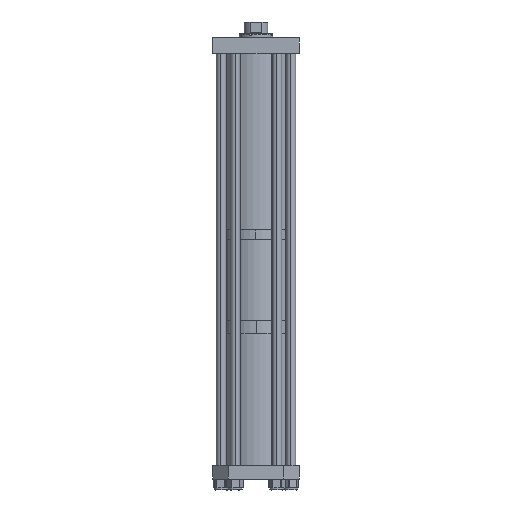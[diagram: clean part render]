
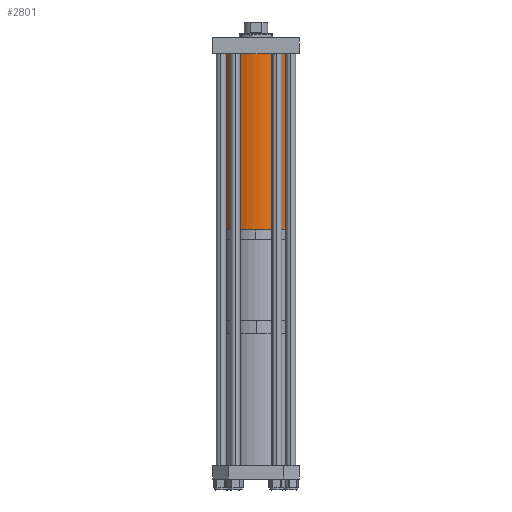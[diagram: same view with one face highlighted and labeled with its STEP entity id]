
A CAD part, left-side view. The second image highlights one B-rep face of the part: STEP entity #2801.
In plain terms, the highlighted cylindrical face has radius 114.3 mm (diameter 228.6 mm), a partial arc.
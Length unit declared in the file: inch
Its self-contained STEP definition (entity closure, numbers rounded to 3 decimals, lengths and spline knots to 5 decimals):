
#178 = AXIS2_PLACEMENT_3D ( 'NONE', #10852, #5810, #7464 ) ;
#249 = CARTESIAN_POINT ( 'NONE',  ( -4.5, 0., 22.382 ) ) ;
#684 = CARTESIAN_POINT ( 'NONE',  ( 4.5, 0., 0. ) ) ;
#1234 = VECTOR ( 'NONE', #10734, 39.37008 ) ;
#1502 = DIRECTION ( 'NONE',  ( 0., 0., -1. ) ) ;
#2052 = ORIENTED_EDGE ( 'NONE', *, *, #8567, .F. ) ;
#2801 = ADVANCED_FACE ( 'NONE', ( #6618 ), #3054, .T. ) ;
#3054 = CYLINDRICAL_SURFACE ( 'NONE', #178, 4.5 ) ;
#3531 = AXIS2_PLACEMENT_3D ( 'NONE', #9527, #7625, #7683 ) ;
#3732 = LINE ( 'NONE', #4713, #1234 ) ;
#3820 = ORIENTED_EDGE ( 'NONE', *, *, #6045, .T. ) ;
#4309 = DIRECTION ( 'NONE',  ( 0., 0., 1. ) ) ;
#4327 = CARTESIAN_POINT ( 'NONE',  ( 4.5, 0., 22.382 ) ) ;
#4575 = CIRCLE ( 'NONE', #6961, 4.5 ) ;
#4713 = CARTESIAN_POINT ( 'NONE',  ( -4.5, 0., 22.382 ) ) ;
#5342 = DIRECTION ( 'NONE',  ( 1., 0., 0. ) ) ;
#5488 = VERTEX_POINT ( 'NONE', #684 ) ;
#5733 = ORIENTED_EDGE ( 'NONE', *, *, #10394, .T. ) ;
#5810 = DIRECTION ( 'NONE',  ( 0., 0., -1. ) ) ;
#6045 = EDGE_CURVE ( 'NONE', #5488, #11279, #4575, .T. ) ;
#6446 = EDGE_LOOP ( 'NONE', ( #2052, #5733, #3820, #10724 ) ) ;
#6618 = FACE_OUTER_BOUND ( 'NONE', #6446, .T. ) ;
#6961 = AXIS2_PLACEMENT_3D ( 'NONE', #9718, #4309, #5342 ) ;
#7198 = VERTEX_POINT ( 'NONE', #249 ) ;
#7464 = DIRECTION ( 'NONE',  ( -1., 0., 0. ) ) ;
#7625 = DIRECTION ( 'NONE',  ( 0., 0., 1. ) ) ;
#7683 = DIRECTION ( 'NONE',  ( 1., 0., 0. ) ) ;
#7815 = LINE ( 'NONE', #9341, #10520 ) ;
#8465 = CIRCLE ( 'NONE', #3531, 4.5 ) ;
#8567 = EDGE_CURVE ( 'NONE', #11278, #7198, #8465, .T. ) ;
#9341 = CARTESIAN_POINT ( 'NONE',  ( 4.5, 0., 22.382 ) ) ;
#9513 = CARTESIAN_POINT ( 'NONE',  ( -4.5, 0., 0. ) ) ;
#9527 = CARTESIAN_POINT ( 'NONE',  ( 0., 0., 22.382 ) ) ;
#9718 = CARTESIAN_POINT ( 'NONE',  ( 0., 0., 0. ) ) ;
#10394 = EDGE_CURVE ( 'NONE', #11278, #5488, #7815, .T. ) ;
#10520 = VECTOR ( 'NONE', #1502, 39.37008 ) ;
#10724 = ORIENTED_EDGE ( 'NONE', *, *, #11105, .F. ) ;
#10734 = DIRECTION ( 'NONE',  ( 0., 0., -1. ) ) ;
#10852 = CARTESIAN_POINT ( 'NONE',  ( 0., 0., 22.382 ) ) ;
#11105 = EDGE_CURVE ( 'NONE', #7198, #11279, #3732, .T. ) ;
#11278 = VERTEX_POINT ( 'NONE', #4327 ) ;
#11279 = VERTEX_POINT ( 'NONE', #9513 ) ;
